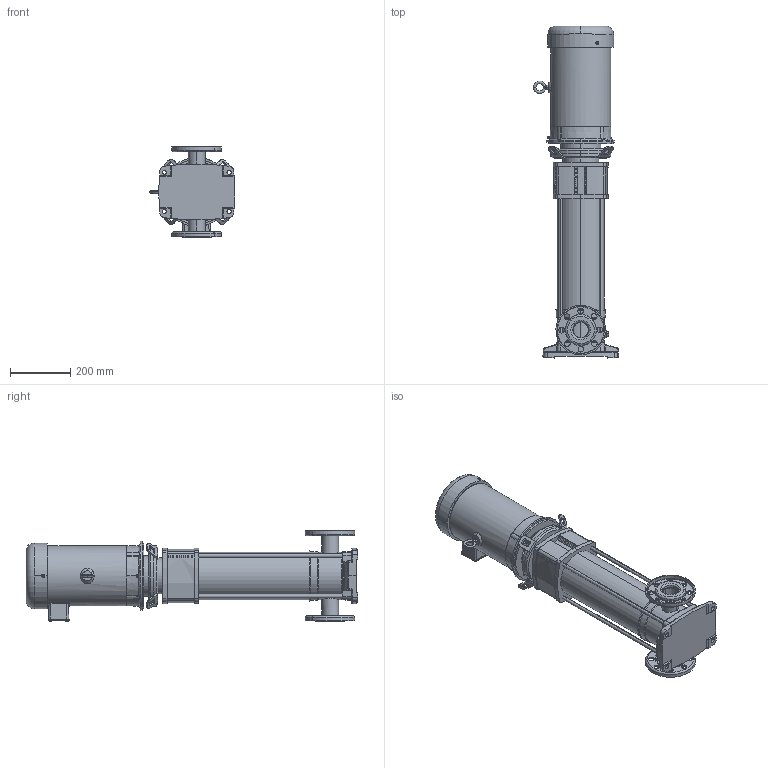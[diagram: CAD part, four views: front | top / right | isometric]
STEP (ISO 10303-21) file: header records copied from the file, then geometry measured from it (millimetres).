
FILE_DESCRIPTION (( 'STEP AP203' ), '1' );
FILE_NAME ('HELIX V80-04_460V.step', '2017-10-26T18:23:12', ( '' ), ( '' ), 'SwSTEP 2.0', 'SolidWorks 2017', '' );
FILE_SCHEMA (( 'CONFIG_CONTROL_DESIGN' ));
Length unit declared in the file: inch
Products named in the file (5): ANSI Flange 2 IN; BALDOR NEMA V2 7.5HP_8; HELIX V80-04_460V; Helix Base 50-80; HELIX V80-04_2
Assembly tree (5 placements, depth 2):
  HELIX V80-04_460V
    HELIX V80-04_2
    BALDOR NEMA V2 7.5HP_8
    ANSI Flange 2 IN  x2
    Helix Base 50-80
Bounding box: 282.98 x 1102.79 x 302.54 mm (x, y, z)
Volume: 27122239 mm3; surface area: 1523136.5 mm2
Topology: 15 solids, 15 shells, 2149 faces, 5524 edges, 3598 vertices
Faces by surface type: plane 1048, cylinder 755, cone 99, sphere 99, torus 78, bspline 70
Entity records: 69738 total; most frequent: CARTESIAN_POINT 16752, DIRECTION 11242, ORIENTED_EDGE 10800, EDGE_CURVE 5400, AXIS2_PLACEMENT_3D 4129, VERTEX_POINT 3524, LINE 2984, VECTOR 2984
